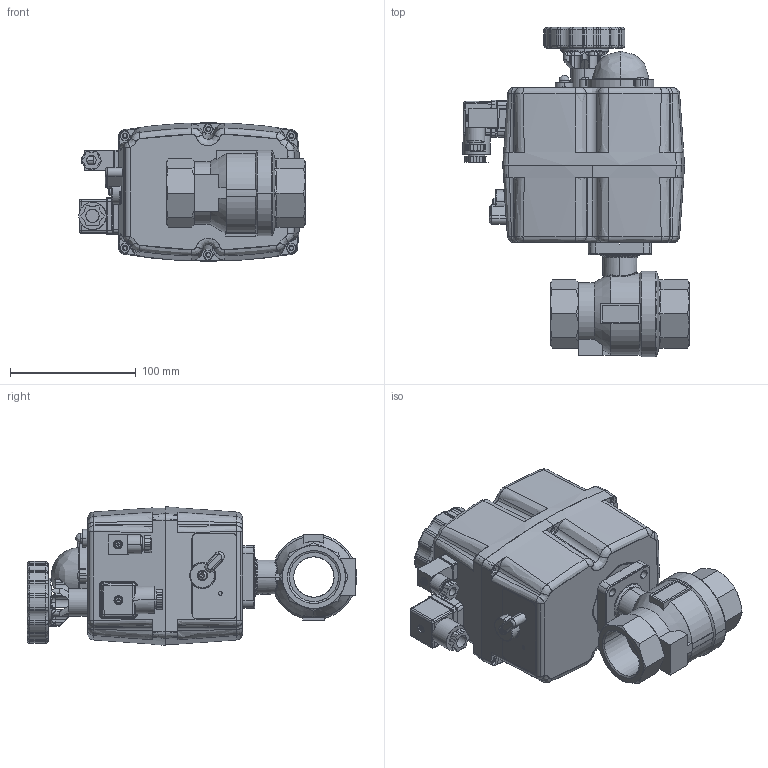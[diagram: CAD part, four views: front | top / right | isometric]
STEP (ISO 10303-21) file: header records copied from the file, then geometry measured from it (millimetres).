
FILE_DESCRIPTION (( 'STEP AP214' ), '1' );
FILE_NAME ('EK02_DN32.STEP', '2022-01-21T10:31:28', ( '' ), ( '' ), 'SwSTEP 2.0', 'SolidWorks 2021', '' );
FILE_SCHEMA (( 'AUTOMOTIVE_DESIGN' ));
Length unit declared in the file: metre
Products named in the file (1): EK02_DN32
Bounding box: 179.71 x 261.7 x 110 mm (x, y, z)
Surface area: 169087.7 mm2 (no closed solid volume)
Topology: 0 solids, 1273 shells, 1378 faces, 6983 edges, 6838 vertices
Faces by surface type: cylinder 460, plane 385, bspline 355, cone 109, torus 69
Entity records: 139142 total; most frequent: CARTESIAN_POINT 74494, DIRECTION 9028, ORIENTED_EDGE 7103, EDGE_CURVE 6941, VERTEX_POINT 6838, AXIS2_PLACEMENT_3D 3217, LINE 2594, VECTOR 2594
